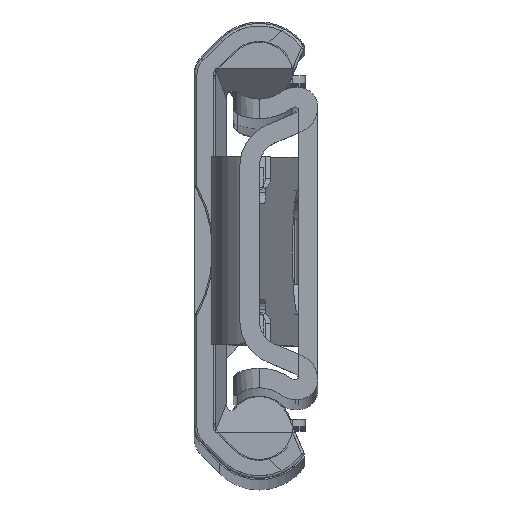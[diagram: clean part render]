
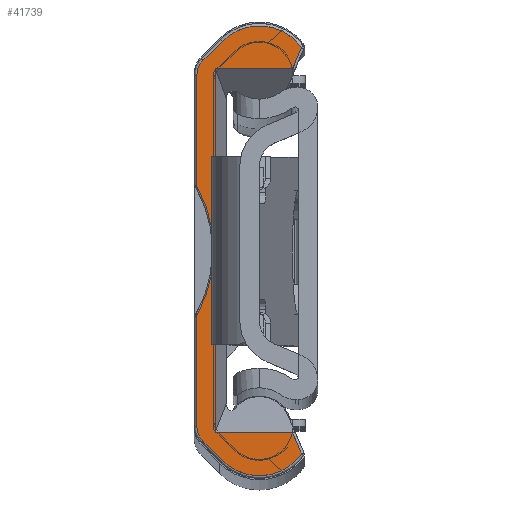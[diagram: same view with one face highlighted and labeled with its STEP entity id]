
A CAD part, top view. The second image highlights one B-rep face of the part: STEP entity #41739.
In plain terms, the highlighted planar face has unit normal (0, 0, 1).
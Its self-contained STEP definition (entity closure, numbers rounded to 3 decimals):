
#1505=PLANE('',#44251);
#2450=CIRCLE('',#44245,10.1);
#2454=CIRCLE('',#44252,1.6);
#2455=CIRCLE('',#44253,4.);
#2456=CIRCLE('',#44254,4.);
#2457=CIRCLE('',#44255,1.6);
#4205=FACE_OUTER_BOUND('',#6471,.T.);
#6471=EDGE_LOOP('',(#27460,#27461,#27462,#27463,#27464,#27465,#27466,#27467,
#27468,#27469,#27470,#27471,#27472,#27473));
#8939=LINE('',#59972,#11486);
#8941=LINE('',#59978,#11488);
#8942=LINE('',#59982,#11489);
#8943=LINE('',#59986,#11490);
#8944=LINE('',#59988,#11491);
#8945=LINE('',#59990,#11492);
#8946=LINE('',#59992,#11493);
#8947=LINE('',#59994,#11494);
#8948=LINE('',#59998,#11495);
#11486=VECTOR('',#49080,10.);
#11488=VECTOR('',#49086,10.);
#11489=VECTOR('',#49089,10.);
#11490=VECTOR('',#49092,10.);
#11491=VECTOR('',#49093,10.);
#11492=VECTOR('',#49094,10.);
#11493=VECTOR('',#49095,10.);
#11494=VECTOR('',#49096,10.);
#11495=VECTOR('',#49099,10.);
#15789=VERTEX_POINT('',#59893);
#15791=VERTEX_POINT('',#59911);
#15794=VERTEX_POINT('',#59971);
#15796=VERTEX_POINT('',#59977);
#15797=VERTEX_POINT('',#59979);
#15798=VERTEX_POINT('',#59981);
#15799=VERTEX_POINT('',#59983);
#15800=VERTEX_POINT('',#59985);
#15801=VERTEX_POINT('',#59987);
#15802=VERTEX_POINT('',#59989);
#15803=VERTEX_POINT('',#59991);
#15804=VERTEX_POINT('',#59993);
#15805=VERTEX_POINT('',#59995);
#15806=VERTEX_POINT('',#59997);
#20270=EDGE_CURVE('',#15791,#15789,#2450,.T.);
#20277=EDGE_CURVE('',#15789,#15794,#8939,.T.);
#20280=EDGE_CURVE('',#15796,#15791,#8941,.T.);
#20281=EDGE_CURVE('',#15797,#15796,#2454,.T.);
#20282=EDGE_CURVE('',#15798,#15797,#8942,.T.);
#20283=EDGE_CURVE('',#15799,#15798,#2455,.T.);
#20284=EDGE_CURVE('',#15800,#15799,#8943,.T.);
#20285=EDGE_CURVE('',#15800,#15801,#8944,.T.);
#20286=EDGE_CURVE('',#15801,#15802,#8945,.T.);
#20287=EDGE_CURVE('',#15802,#15803,#8946,.T.);
#20288=EDGE_CURVE('',#15804,#15803,#8947,.T.);
#20289=EDGE_CURVE('',#15805,#15804,#2456,.T.);
#20290=EDGE_CURVE('',#15806,#15805,#8948,.T.);
#20291=EDGE_CURVE('',#15794,#15806,#2457,.T.);
#27460=ORIENTED_EDGE('',*,*,#20270,.F.);
#27461=ORIENTED_EDGE('',*,*,#20280,.F.);
#27462=ORIENTED_EDGE('',*,*,#20281,.F.);
#27463=ORIENTED_EDGE('',*,*,#20282,.F.);
#27464=ORIENTED_EDGE('',*,*,#20283,.F.);
#27465=ORIENTED_EDGE('',*,*,#20284,.F.);
#27466=ORIENTED_EDGE('',*,*,#20285,.T.);
#27467=ORIENTED_EDGE('',*,*,#20286,.T.);
#27468=ORIENTED_EDGE('',*,*,#20287,.T.);
#27469=ORIENTED_EDGE('',*,*,#20288,.F.);
#27470=ORIENTED_EDGE('',*,*,#20289,.F.);
#27471=ORIENTED_EDGE('',*,*,#20290,.F.);
#27472=ORIENTED_EDGE('',*,*,#20291,.F.);
#27473=ORIENTED_EDGE('',*,*,#20277,.F.);
#41739=ADVANCED_FACE('',(#4205),#1505,.F.);
#44245=AXIS2_PLACEMENT_3D('',#59913,#49068,#49069);
#44251=AXIS2_PLACEMENT_3D('',#59976,#49084,#49085);
#44252=AXIS2_PLACEMENT_3D('',#59980,#49087,#49088);
#44253=AXIS2_PLACEMENT_3D('',#59984,#49090,#49091);
#44254=AXIS2_PLACEMENT_3D('',#59996,#49097,#49098);
#44255=AXIS2_PLACEMENT_3D('',#59999,#49100,#49101);
#49068=DIRECTION('center_axis',(0.,0.,
1.));
#49069=DIRECTION('ref_axis',(1.,0.,0.));
#49080=DIRECTION('',(0.,1.,0.));
#49084=DIRECTION('center_axis',(0.,0.,
-1.));
#49085=DIRECTION('ref_axis',(1.,0.,0.));
#49086=DIRECTION('',(0.,1.,0.));
#49087=DIRECTION('center_axis',(0.,0.,
-1.));
#49088=DIRECTION('ref_axis',(-0.924,-0.383,0.));
#49089=DIRECTION('',(-0.707,0.707,0.));
#49090=DIRECTION('center_axis',(0.,0.,
-1.));
#49091=DIRECTION('ref_axis',(0.082,-0.997,0.));
#49092=DIRECTION('',(0.391,-0.921,0.));
#49093=DIRECTION('',(-1.,0.,0.));
#49094=DIRECTION('',(0.,1.,0.));
#49095=DIRECTION('',(1.,0.,0.));
#49096=DIRECTION('',(-0.391,-0.921,0.));
#49097=DIRECTION('center_axis',(0.,0.,
-1.));
#49098=DIRECTION('ref_axis',(0.082,0.997,0.));
#49099=DIRECTION('',(0.707,0.707,0.));
#49100=DIRECTION('center_axis',(0.,0.,
-1.));
#49101=DIRECTION('ref_axis',(-0.924,0.383,0.));
#59893=CARTESIAN_POINT('',(-4.8,4.957,229.5));
#59911=CARTESIAN_POINT('',(-4.8,-4.957,229.5));
#59913=CARTESIAN_POINT('Origin',(-13.6,0.,229.5));
#59971=CARTESIAN_POINT('',(-4.8,13.494,229.5));
#59972=CARTESIAN_POINT('',(-4.8,11.489,229.5));
#59976=CARTESIAN_POINT('Origin',(-2.302,9.483,229.5));
#59977=CARTESIAN_POINT('',(-4.8,-13.494,229.5));
#59978=CARTESIAN_POINT('',(-4.8,11.489,229.5));
#59979=CARTESIAN_POINT('',(-4.331,-14.625,229.5));
#59980=CARTESIAN_POINT('Origin',(-3.2,-13.494,229.5));
#59981=CARTESIAN_POINT('',(-2.828,-16.128,229.5));
#59982=CARTESIAN_POINT('',(-9.1,-9.857,229.5));
#59983=CARTESIAN_POINT('',(3.252,-15.63,229.5));
#59984=CARTESIAN_POINT('Origin',(0.,-13.3,
229.5));
#59985=CARTESIAN_POINT('',(2.56,-14.,229.5));
#59986=CARTESIAN_POINT('',(-2.302,-2.547,229.5));
#59987=CARTESIAN_POINT('',(-3.4,-14.,229.5));
#59988=CARTESIAN_POINT('',(-2.401,-14.,229.5));
#59989=CARTESIAN_POINT('',(-3.4,14.,229.5));
#59990=CARTESIAN_POINT('',(-3.4,4.742,229.5));
#59991=CARTESIAN_POINT('',(2.56,14.,229.5));
#59992=CARTESIAN_POINT('',(-2.401,14.,229.5));
#59993=CARTESIAN_POINT('',(3.252,15.63,229.5));
#59994=CARTESIAN_POINT('',(1.109,10.582,229.5));
#59995=CARTESIAN_POINT('',(-2.828,16.128,229.5));
#59996=CARTESIAN_POINT('Origin',(0.,13.3,229.5));
#59997=CARTESIAN_POINT('',(-4.331,14.625,229.5));
#59998=CARTESIAN_POINT('',(-4.358,14.599,229.5));
#59999=CARTESIAN_POINT('Origin',(-3.2,13.494,229.5));
